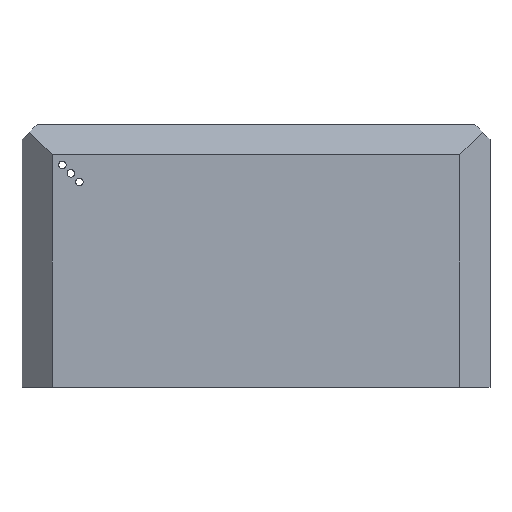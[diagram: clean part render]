
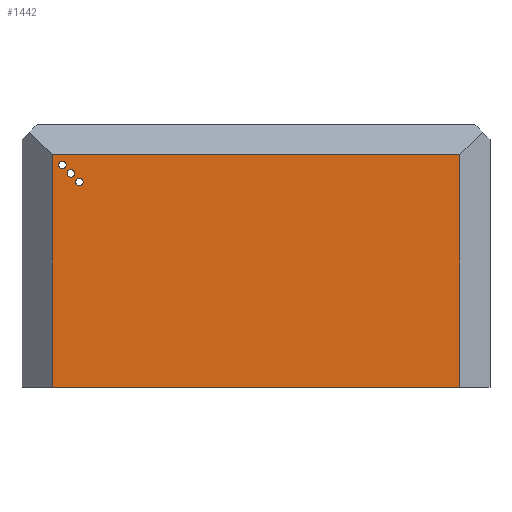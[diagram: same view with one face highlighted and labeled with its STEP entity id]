
A CAD part, top view. The second image highlights one B-rep face of the part: STEP entity #1442.
In plain terms, the highlighted planar face has unit normal (0, 0, 1).
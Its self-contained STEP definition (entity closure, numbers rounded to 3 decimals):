
#40=FACE_BOUND('',#301,.T.);
#41=FACE_BOUND('',#302,.T.);
#42=FACE_BOUND('',#303,.T.);
#110=CIRCLE('',#1527,1.25);
#112=CIRCLE('',#1530,1.25);
#114=CIRCLE('',#1533,1.25);
#204=FACE_OUTER_BOUND('',#300,.T.);
#300=EDGE_LOOP('',(#1308,#1309,#1310,#1311));
#301=EDGE_LOOP('',(#1312));
#302=EDGE_LOOP('',(#1313));
#303=EDGE_LOOP('',(#1314));
#394=LINE('',#2286,#536);
#409=LINE('',#2320,#551);
#415=LINE('',#2332,#557);
#445=LINE('',#2403,#587);
#536=VECTOR('',#1849,135.);
#551=VECTOR('',#1876,77.);
#557=VECTOR('',#1888,135.);
#587=VECTOR('',#1980,77.);
#688=VERTEX_POINT('',#2260);
#690=VERTEX_POINT('',#2265);
#692=VERTEX_POINT('',#2270);
#697=VERTEX_POINT('',#2283);
#698=VERTEX_POINT('',#2285);
#711=VERTEX_POINT('',#2318);
#714=VERTEX_POINT('',#2330);
#853=EDGE_CURVE('',#688,#688,#110,.T.);
#855=EDGE_CURVE('',#690,#690,#112,.T.);
#857=EDGE_CURVE('',#692,#692,#114,.T.);
#864=EDGE_CURVE('',#697,#698,#394,.T.);
#882=EDGE_CURVE('',#711,#697,#409,.T.);
#888=EDGE_CURVE('',#711,#714,#415,.T.);
#922=EDGE_CURVE('',#698,#714,#445,.T.);
#1308=ORIENTED_EDGE('',*,*,#922,.F.);
#1309=ORIENTED_EDGE('',*,*,#864,.F.);
#1310=ORIENTED_EDGE('',*,*,#882,.F.);
#1311=ORIENTED_EDGE('',*,*,#888,.T.);
#1312=ORIENTED_EDGE('',*,*,#853,.T.);
#1313=ORIENTED_EDGE('',*,*,#855,.T.);
#1314=ORIENTED_EDGE('',*,*,#857,.T.);
#1364=PLANE('',#1576);
#1442=ADVANCED_FACE('',(#204,#40,#41,#42),#1364,.T.);
#1527=AXIS2_PLACEMENT_3D('',#2261,#1825,#1826);
#1530=AXIS2_PLACEMENT_3D('',#2266,#1831,#1832);
#1533=AXIS2_PLACEMENT_3D('',#2271,#1837,#1838);
#1576=AXIS2_PLACEMENT_3D('',#2405,#1982,#1983);
#1825=DIRECTION('center_axis',(0.,0.,-1.));
#1826=DIRECTION('ref_axis',(1.,0.,0.));
#1831=DIRECTION('center_axis',(0.,0.,-1.));
#1832=DIRECTION('ref_axis',(1.,0.,0.));
#1837=DIRECTION('center_axis',(0.,0.,-1.));
#1838=DIRECTION('ref_axis',(1.,0.,0.));
#1849=DIRECTION('',(1.,0.,0.));
#1876=DIRECTION('',(0.,1.,0.));
#1888=DIRECTION('',(1.,0.,0.));
#1980=DIRECTION('',(0.,-1.,0.));
#1982=DIRECTION('center_axis',(0.,0.,1.));
#1983=DIRECTION('ref_axis',(1.,0.,0.));
#2260=CARTESIAN_POINT('',(-62.907,28.157,25.));
#2261=CARTESIAN_POINT('Origin',(-64.157,28.157,25.));
#2265=CARTESIAN_POINT('',(-60.078,25.328,25.));
#2266=CARTESIAN_POINT('Origin',(-61.328,25.328,25.));
#2270=CARTESIAN_POINT('',(-57.25,22.5,25.));
#2271=CARTESIAN_POINT('Origin',(-58.5,22.5,25.));
#2283=CARTESIAN_POINT('',(-67.5,31.5,25.));
#2285=CARTESIAN_POINT('',(67.5,31.5,25.));
#2286=CARTESIAN_POINT('',(-38.75,31.5,25.));
#2318=CARTESIAN_POINT('',(-67.5,-45.5,25.));
#2320=CARTESIAN_POINT('',(-67.5,-20.75,25.));
#2330=CARTESIAN_POINT('',(67.5,-45.5,25.));
#2332=CARTESIAN_POINT('',(67.5,-45.5,25.));
#2403=CARTESIAN_POINT('',(67.5,20.75,25.));
#2405=CARTESIAN_POINT('Origin',(0.,0.,
25.));
